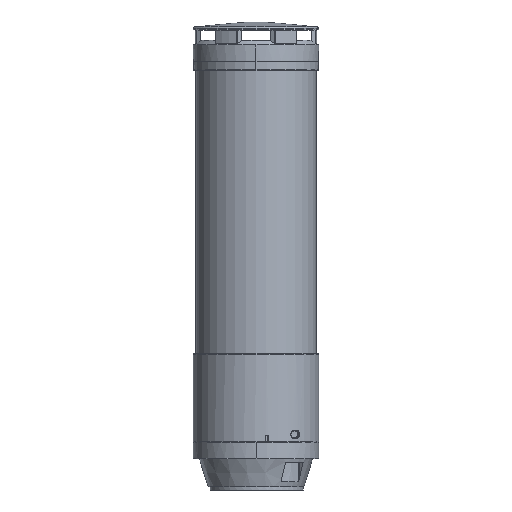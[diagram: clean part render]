
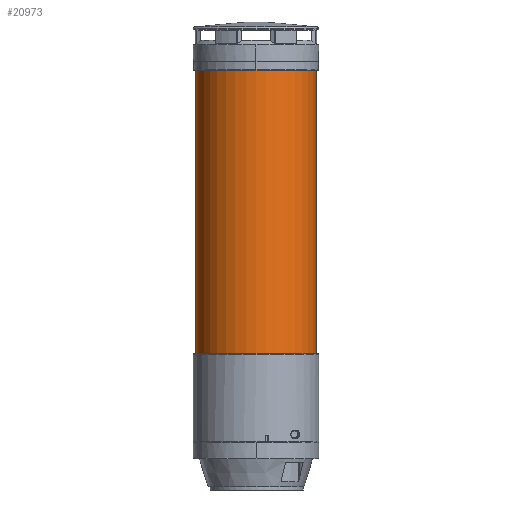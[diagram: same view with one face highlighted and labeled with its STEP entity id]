
A CAD part, front view. The second image highlights one B-rep face of the part: STEP entity #20973.
In plain terms, the highlighted cylindrical face has radius 35 mm (diameter 70 mm), a partial arc.
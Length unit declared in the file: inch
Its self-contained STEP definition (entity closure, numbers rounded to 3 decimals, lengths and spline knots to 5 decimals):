
#466 = CARTESIAN_POINT ( 'NONE',  ( 0., 0., 1.90157 ) ) ;
#1004 = ORIENTED_EDGE ( 'NONE', *, *, #13704, .F. ) ;
#1351 = ORIENTED_EDGE ( 'NONE', *, *, #31292, .T. ) ;
#2836 = CIRCLE ( 'NONE', #37195, 1.37795 ) ;
#3967 = FACE_OUTER_BOUND ( 'NONE', #28071, .T. ) ;
#8937 = DIRECTION ( 'NONE',  ( 0., 0., -1. ) ) ;
#9272 = DIRECTION ( 'NONE',  ( 0., 0., 1. ) ) ;
#9730 = CARTESIAN_POINT ( 'NONE',  ( 1.37795, 0., 1.88976 ) ) ;
#11276 = LINE ( 'NONE', #14966, #37663 ) ;
#11917 = DIRECTION ( 'NONE',  ( 1., 0., 0. ) ) ;
#12021 = VECTOR ( 'NONE', #15054, 39.37008 ) ;
#13704 = EDGE_CURVE ( 'NONE', #17738, #27840, #24225, .T. ) ;
#13962 = CARTESIAN_POINT ( 'NONE',  ( -1.37795, 0., 1.88976 ) ) ;
#14903 = EDGE_CURVE ( 'NONE', #36286, #19296, #11276, .T. ) ;
#14966 = CARTESIAN_POINT ( 'NONE',  ( 1.37795, 0., 1.90157 ) ) ;
#15038 = CARTESIAN_POINT ( 'NONE',  ( 0., 0., 1.88976 ) ) ;
#15054 = DIRECTION ( 'NONE',  ( 0., 0., 1. ) ) ;
#17116 = EDGE_CURVE ( 'NONE', #19296, #27840, #27062, .T. ) ;
#17738 = VERTEX_POINT ( 'NONE', #13962 ) ;
#18253 = DIRECTION ( 'NONE',  ( 1., 0., 0. ) ) ;
#18736 = DIRECTION ( 'NONE',  ( 0., 0., 1. ) ) ;
#19296 = VERTEX_POINT ( 'NONE', #32809 ) ;
#20973 = ADVANCED_FACE ( 'NONE', ( #3967 ), #36043, .T. ) ;
#21620 = CARTESIAN_POINT ( 'NONE',  ( 0., 0., 8.59055 ) ) ;
#22082 = AXIS2_PLACEMENT_3D ( 'NONE', #21620, #8937, #23965 ) ;
#23836 = CARTESIAN_POINT ( 'NONE',  ( -1.37795, 0., 1.90157 ) ) ;
#23965 = DIRECTION ( 'NONE',  ( 0., 1., 0. ) ) ;
#24225 = LINE ( 'NONE', #23836, #12021 ) ;
#27062 = CIRCLE ( 'NONE', #22082, 1.37795 ) ;
#27840 = VERTEX_POINT ( 'NONE', #33151 ) ;
#28071 = EDGE_LOOP ( 'NONE', ( #1004, #1351, #32657, #28938 ) ) ;
#28321 = AXIS2_PLACEMENT_3D ( 'NONE', #466, #9272, #18253 ) ;
#28938 = ORIENTED_EDGE ( 'NONE', *, *, #17116, .T. ) ;
#31292 = EDGE_CURVE ( 'NONE', #17738, #36286, #2836, .T. ) ;
#32657 = ORIENTED_EDGE ( 'NONE', *, *, #14903, .T. ) ;
#32809 = CARTESIAN_POINT ( 'NONE',  ( 1.37795, 0., 8.59055 ) ) ;
#33151 = CARTESIAN_POINT ( 'NONE',  ( -1.37795, 0., 8.59055 ) ) ;
#35490 = DIRECTION ( 'NONE',  ( 0., 0., 1. ) ) ;
#36043 = CYLINDRICAL_SURFACE ( 'NONE', #28321, 1.37795 ) ;
#36286 = VERTEX_POINT ( 'NONE', #9730 ) ;
#37195 = AXIS2_PLACEMENT_3D ( 'NONE', #15038, #18736, #11917 ) ;
#37663 = VECTOR ( 'NONE', #35490, 39.37008 ) ;
